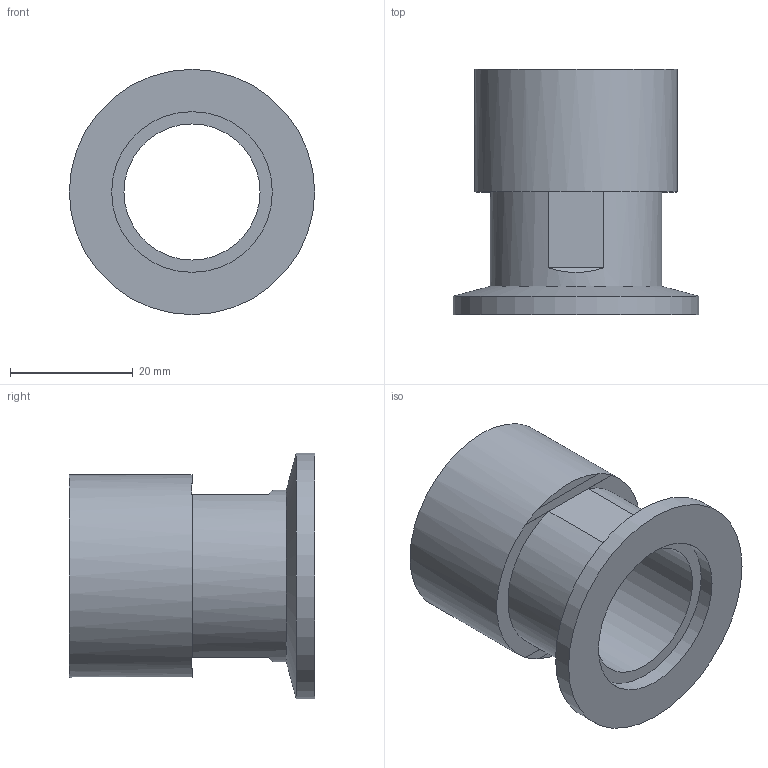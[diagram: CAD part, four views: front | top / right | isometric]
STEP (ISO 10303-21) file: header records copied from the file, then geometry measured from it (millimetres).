
FILE_DESCRIPTION(/* description */ (''),/* implementation_level */ '2;1');
FILE_NAME(/* name */ 'FL-25KF-1BSPM.stp',/* time_stamp */ '2019-03-12T11:42:05+00:00',/* author */ ('paul'),/* organization */ (''),/* preprocessor_version */ 'ST-DEVELOPER v17.2',/* originating_system */ 'Autodesk Inventor 2019',/* authorisation */ '');
FILE_SCHEMA (('AUTOMOTIVE_DESIGN { 1 0 10303 214 3 1 1 }'));
Length unit declared in the file: millimetre
Products named in the file (1): FL-16KF-1_8BSPM
Bounding box: 40 x 40 x 40 mm (x, y, z)
Volume: 15953.4 mm3; surface area: 8892.1 mm2
Topology: 1 solids, 1 shells, 21 faces, 60 edges, 42 vertices
Faces by surface type: plane 15, cylinder 5, cone 1
Full cylindrical faces by diameter (mm): 22.2 x1, 26.2 x1, 28 x1, 33.1 x1, 40 x1
Entity records: 757 total; most frequent: DIRECTION 134, CARTESIAN_POINT 124, ORIENTED_EDGE 120, EDGE_CURVE 60, AXIS2_PLACEMENT_3D 52, VERTEX_POINT 42, LINE 30, VECTOR 30
